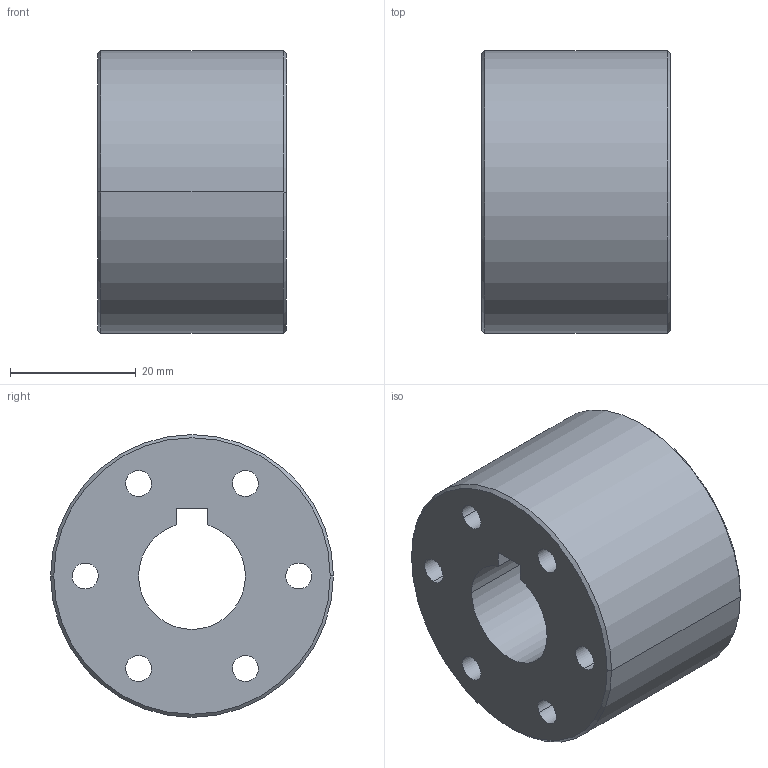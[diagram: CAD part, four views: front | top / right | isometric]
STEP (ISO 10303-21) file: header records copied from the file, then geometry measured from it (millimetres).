
FILE_DESCRIPTION(('CATIA V5 STEP Exchange'),'2;1');
FILE_NAME('corp crabot.stp','2019-02-28T18:15:03+00:00',('none'),('none'),'CATIA Version 5 Release 20 GA (IN-10)','CATIA V5 STEP AP203','none');
FILE_SCHEMA(('CONFIG_CONTROL_DESIGN'));
Length unit declared in the file: millimetre
Products named in the file (1): corp crabot
Bounding box: 30 x 45 x 45 mm (x, y, z)
Volume: 38088.8 mm3; surface area: 10797.5 mm2
Topology: 1 solids, 1 shells, 26 faces, 68 edges, 44 vertices
Faces by surface type: cylinder 17, plane 5, cone 4
Entity records: 805 total; most frequent: ORIENTED_EDGE 136, CARTESIAN_POINT 130, DIRECTION 102, EDGE_CURVE 68, AXIS2_PLACEMENT_3D 56, VERTEX_POINT 44, EDGE_LOOP 40, CIRCLE 38
